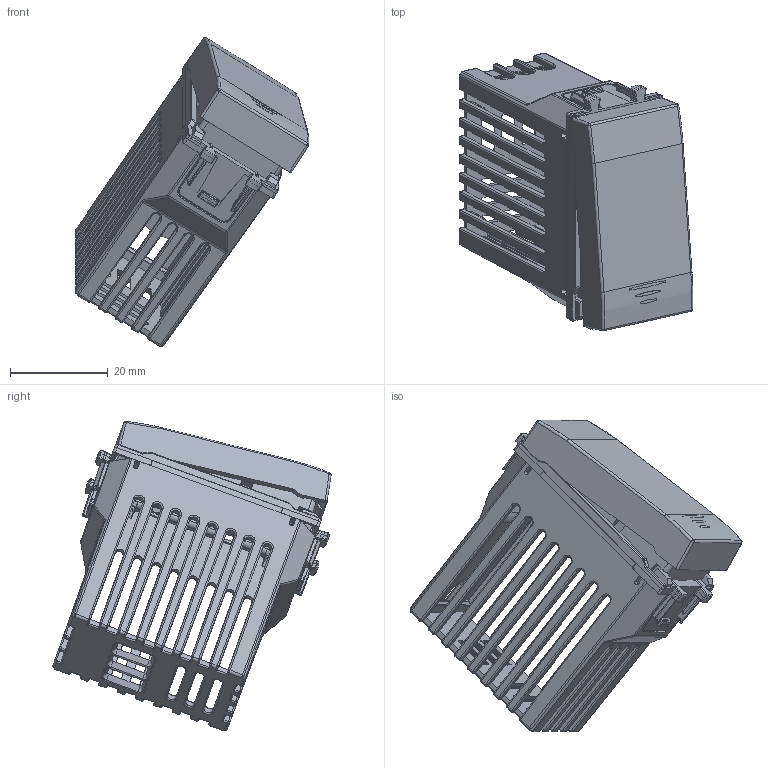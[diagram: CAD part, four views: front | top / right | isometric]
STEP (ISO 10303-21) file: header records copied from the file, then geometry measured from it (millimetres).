
FILE_DESCRIPTION(('CATIA V5 STEP Exchange'),'2;1');
FILE_NAME('441048AA.stp','2024-02-26T15:03:01+00:00',('none'),('none'),'CATIA Version 5-6 Release 2016 SP6','CATIA V5 STEP AP203','none');
FILE_SCHEMA(('CONFIG_CONTROL_DESIGN'));
Products named in the file (1): 44X048AA
Assembly tree (4 placements, depth 2):
  44X048AA
    #57
    #30501
    #72506
    #82803
Bounding box: 47.87 x 56.97 x 63.31 mm (x, y, z)
Volume: 10078.2 mm3; surface area: 18343.9 mm2
Topology: 4 solids, 4 shells, 1861 faces, 4998 edges, 2916 vertices
Faces by surface type: cylinder 654, plane 634, bspline 369, cone 100, sphere 54, torus 42, revolution 8
Entity records: 82828 total; most frequent: CARTESIAN_POINT 44273, ORIENTED_EDGE 9660, DIRECTION 5141, EDGE_CURVE 4794, VERTEX_POINT 2888, VECTOR 2238, LINE 2238, B_SPLINE_CURVE_WITH_KNOTS 1925
